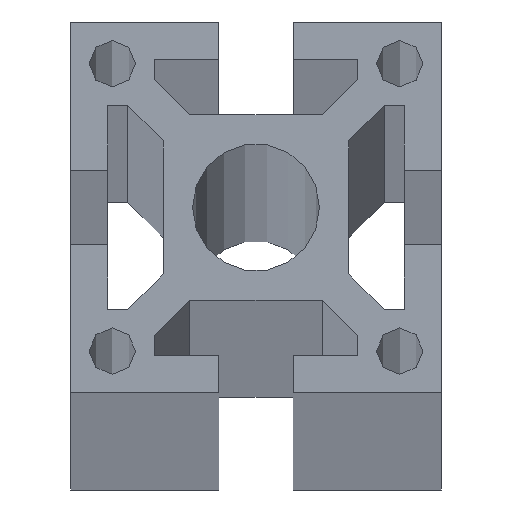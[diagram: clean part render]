
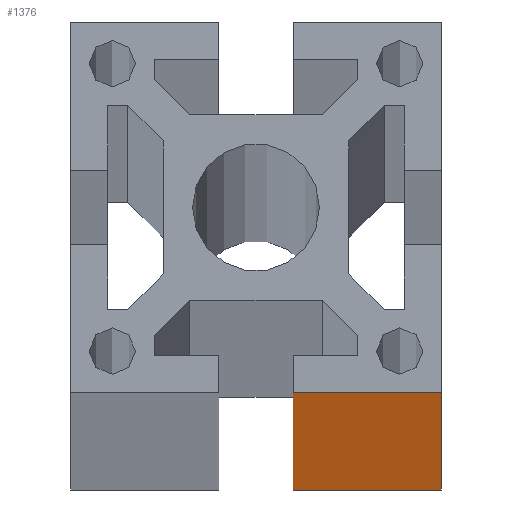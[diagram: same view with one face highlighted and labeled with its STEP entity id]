
A CAD part, top view. The second image highlights one B-rep face of the part: STEP entity #1376.
In plain terms, the highlighted planar face has unit normal (0, -1, 0).
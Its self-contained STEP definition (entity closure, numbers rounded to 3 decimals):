
#75 = PLANE ( 'NONE',  #1108 ) ;
#76 = CARTESIAN_POINT ( 'NONE',  ( 4., -20., 0. ) ) ;
#77 = DIRECTION ( 'NONE',  ( 0., -1., 0. ) ) ;
#78 = DIRECTION ( 'NONE',  ( 0., 0., -1. ) ) ;
#151 = VECTOR ( 'NONE', #1831, 1000. ) ;
#152 = LINE ( 'NONE', #1830, #151 ) ;
#153 = VECTOR ( 'NONE', #1829, 1000. ) ;
#154 = LINE ( 'NONE', #1828, #153 ) ;
#229 = LINE ( 'NONE', #1832, #230 ) ;
#230 = VECTOR ( 'NONE', #1833, 1000. ) ;
#231 = LINE ( 'NONE', #1826, #232 ) ;
#232 = VECTOR ( 'NONE', #1827, 1000. ) ;
#538 = EDGE_CURVE ( 'NONE', #1414, #1418, #231, .T. ) ;
#539 = EDGE_CURVE ( 'NONE', #1414, #1419, #154, .T. ) ;
#540 = EDGE_CURVE ( 'NONE', #1418, #1420, #152, .T. ) ;
#541 = EDGE_CURVE ( 'NONE', #1419, #1420, #229, .T. ) ;
#601 = ORIENTED_EDGE ( 'NONE', *, *, #539, .F. ) ;
#602 = ORIENTED_EDGE ( 'NONE', *, *, #538, .T. ) ;
#603 = ORIENTED_EDGE ( 'NONE', *, *, #540, .T. ) ;
#604 = ORIENTED_EDGE ( 'NONE', *, *, #541, .F. ) ;
#675 = EDGE_LOOP ( 'NONE', ( #601, #602, #603, #604 ) ) ;
#929 = FACE_OUTER_BOUND ( 'NONE', #675, .T. ) ;
#1108 = AXIS2_PLACEMENT_3D ( 'NONE', #76, #77, #78 ) ;
#1376 = ADVANCED_FACE ( 'NONE', ( #929 ), #75, .T. ) ;
#1414 = VERTEX_POINT ( 'NONE', #1748 ) ;
#1418 = VERTEX_POINT ( 'NONE', #1752 ) ;
#1419 = VERTEX_POINT ( 'NONE', #1753 ) ;
#1420 = VERTEX_POINT ( 'NONE', #1754 ) ;
#1748 = CARTESIAN_POINT ( 'NONE',  ( 20., -20., -6000. ) ) ;
#1752 = CARTESIAN_POINT ( 'NONE',  ( 20., -20., 0. ) ) ;
#1753 = CARTESIAN_POINT ( 'NONE',  ( 4., -20., -6000. ) ) ;
#1754 = CARTESIAN_POINT ( 'NONE',  ( 4., -20., 0. ) ) ;
#1826 = CARTESIAN_POINT ( 'NONE',  ( 20., -20., -3000. ) ) ;
#1827 = DIRECTION ( 'NONE',  ( 0., 0., 1. ) ) ;
#1828 = CARTESIAN_POINT ( 'NONE',  ( 0., -20., -6000. ) ) ;
#1829 = DIRECTION ( 'NONE',  ( -1., 0., 0. ) ) ;
#1830 = CARTESIAN_POINT ( 'NONE',  ( 0., -20., 0. ) ) ;
#1831 = DIRECTION ( 'NONE',  ( -1., 0., 0. ) ) ;
#1832 = CARTESIAN_POINT ( 'NONE',  ( 4., -20., -3000. ) ) ;
#1833 = DIRECTION ( 'NONE',  ( 0., 0., 1. ) ) ;
